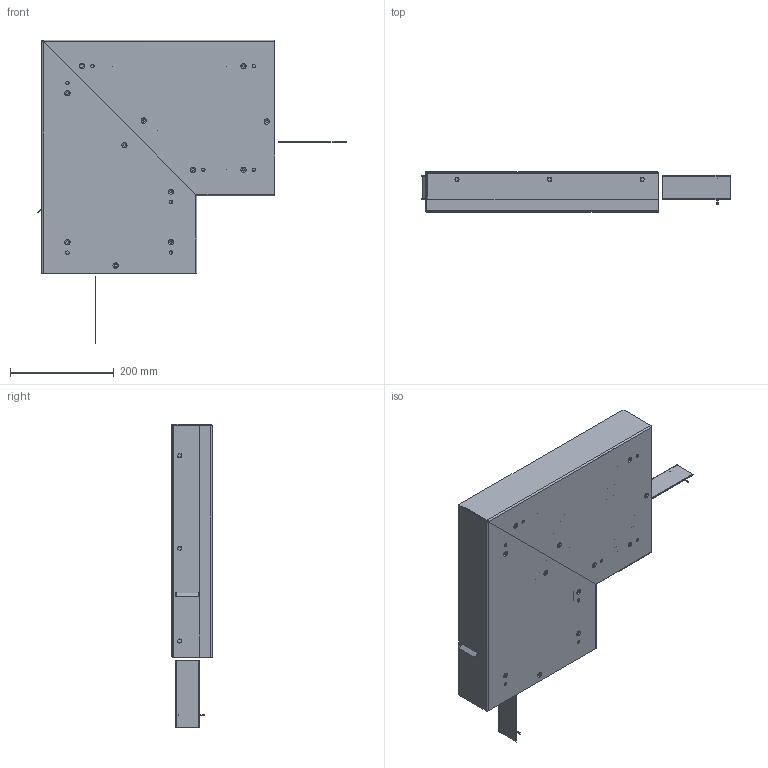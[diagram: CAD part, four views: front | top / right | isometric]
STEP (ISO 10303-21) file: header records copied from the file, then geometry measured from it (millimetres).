
FILE_DESCRIPTION((''),'2;1');
FILE_NAME('BKB30080531_ASM','2022-12-05T10:58:07',('hollstem'),(''),'CREO PARAMETRIC BY PTC INC, 2022024','CREO PARAMETRIC BY PTC INC, 2022024','');
FILE_SCHEMA(('AUTOMOTIVE_DESIGN { 1 0 10303 214 1 1 1 1 }'));
Length unit declared in the file: millimetre
Products named in the file (14): T-01225; T-01218; 63451-M; T-01252; T-01251; T-01025_AF10; T-01236_ASM; T-01232; T-01239; T-01241; 63488-M_AF0; T-01403_ASM; T-01294; BKB30080531_ASM
Assembly tree (24 placements, depth 3):
  BKB30080531_ASM
    T-01225
    T-01218
    63451-M  x6
    T-01252
    T-01251
    T-01236_ASM  x2
      T-01025_AF10
    T-01232  x2
    T-01239
    T-01241
    T-01403_ASM  x5
      63488-M_AF0
    T-01294
Bounding box: 594.97 x 78 x 586.02 mm (x, y, z)
Volume: 2544631.6 mm3; surface area: 1438431.9 mm2
Topology: 22 solids, 62 shells, 1367 faces, 5052 edges, 3864 vertices
Faces by surface type: plane 574, cylinder 265, torus 204, bspline 168, sphere 96, cone 60
Entity records: 37884 total; most frequent: CARTESIAN_POINT 10061, DIRECTION 3515, ORIENTED_EDGE 2300, PRESENTATION_STYLE_ASSIGNMENT 1635, STYLED_ITEM 1618, CURVE_STYLE 1605, AXIS2_PLACEMENT_3D 1276, PROPERTY_DEFINITION 1217
